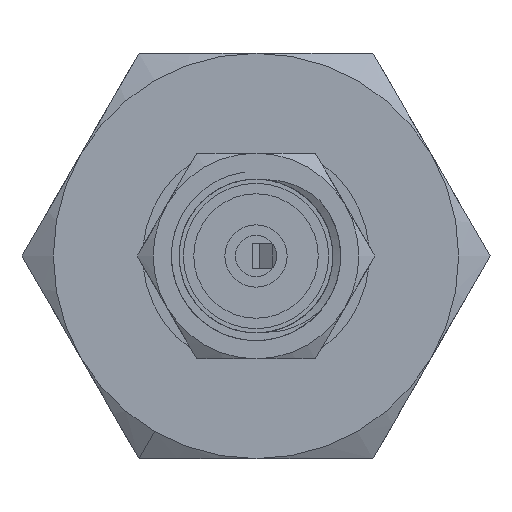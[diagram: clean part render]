
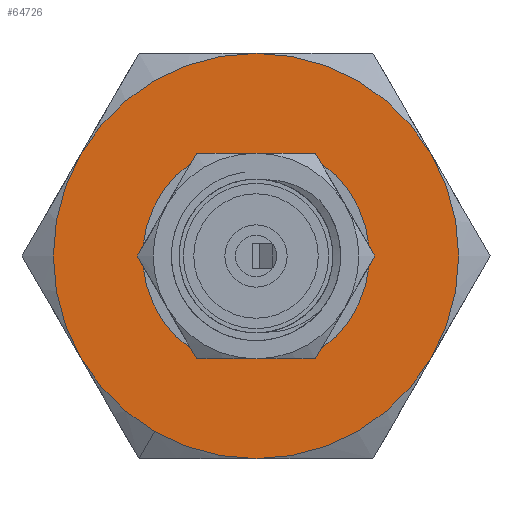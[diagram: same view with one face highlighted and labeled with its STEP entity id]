
A CAD part, left-side view. The second image highlights one B-rep face of the part: STEP entity #64726.
In plain terms, the highlighted face is planar.
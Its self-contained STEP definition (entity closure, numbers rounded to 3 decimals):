
#6156 = ORIENTED_EDGE ( 'NONE', *, *, #260236, .T. ) ;
#6207 = ORIENTED_EDGE ( 'NONE', *, *, #350246, .F. ) ;
#12331 = CARTESIAN_POINT ( 'NONE',  ( 17.958, 1.952, -3.381 ) ) ;
#17101 = EDGE_CURVE ( 'NONE', #23488, #272835, #216715, .T. ) ;
#17287 = ORIENTED_EDGE ( 'NONE', *, *, #312612, .F. ) ;
#18958 = CARTESIAN_POINT ( 'NONE',  ( 17.958, -3.904, 0. ) ) ;
#22316 = CIRCLE ( 'NONE', #131952, 3.904 ) ;
#23488 = VERTEX_POINT ( 'NONE', #268643 ) ;
#30436 = DIRECTION ( 'NONE',  ( 0., 0., 1. ) ) ;
#37990 = CARTESIAN_POINT ( 'NONE',  ( 17.958, 0., 0. ) ) ;
#43590 = EDGE_LOOP ( 'NONE', ( #297578, #65540, #80585, #160079, #6207, #17287, #6156 ) ) ;
#48694 = AXIS2_PLACEMENT_3D ( 'NONE', #353782, #161700, #188303 ) ;
#50698 = EDGE_CURVE ( 'NONE', #272835, #23488, #310501, .T. ) ;
#56711 = CIRCLE ( 'NONE', #173464, 3.904 ) ;
#64726 = ADVANCED_FACE ( 'NONE', ( #349519, #215691 ), #299537, .F. ) ;
#65540 = ORIENTED_EDGE ( 'NONE', *, *, #298161, .F. ) ;
#65679 = DIRECTION ( 'NONE',  ( 0., 0., -1. ) ) ;
#65767 = VERTEX_POINT ( 'NONE', #89523 ) ;
#68150 = EDGE_LOOP ( 'NONE', ( #267098, #125421 ) ) ;
#69429 = CIRCLE ( 'NONE', #185318, 3.904 ) ;
#74818 = DIRECTION ( 'NONE',  ( 1., 0., 0. ) ) ;
#80585 = ORIENTED_EDGE ( 'NONE', *, *, #349690, .F. ) ;
#83147 = EDGE_CURVE ( 'NONE', #65767, #107334, #149017, .T. ) ;
#86873 = CIRCLE ( 'NONE', #128823, 3.904 ) ;
#89523 = CARTESIAN_POINT ( 'NONE',  ( 17.958, -1.952, -3.381 ) ) ;
#107334 = VERTEX_POINT ( 'NONE', #18958 ) ;
#120036 = VERTEX_POINT ( 'NONE', #156348 ) ;
#125421 = ORIENTED_EDGE ( 'NONE', *, *, #50698, .F. ) ;
#126890 = CARTESIAN_POINT ( 'NONE',  ( 17.958, 0., 0. ) ) ;
#127964 = DIRECTION ( 'NONE',  ( 0., 0., -1. ) ) ;
#128823 = AXIS2_PLACEMENT_3D ( 'NONE', #350310, #188390, #158266 ) ;
#131952 = AXIS2_PLACEMENT_3D ( 'NONE', #195717, #252563, #30436 ) ;
#132305 = VERTEX_POINT ( 'NONE', #12331 ) ;
#137397 = AXIS2_PLACEMENT_3D ( 'NONE', #37990, #176676, #65679 ) ;
#149017 = CIRCLE ( 'NONE', #330809, 3.904 ) ;
#154660 = DIRECTION ( 'NONE',  ( 0., 0., 1. ) ) ;
#156348 = CARTESIAN_POINT ( 'NONE',  ( 17.958, 0., -3.904 ) ) ;
#158266 = DIRECTION ( 'NONE',  ( 0., 0., 1. ) ) ;
#160079 = ORIENTED_EDGE ( 'NONE', *, *, #83147, .F. ) ;
#161700 = DIRECTION ( 'NONE',  ( -1., 0., 0. ) ) ;
#170877 = DIRECTION ( 'NONE',  ( 0., 0., 1. ) ) ;
#171107 = CARTESIAN_POINT ( 'NONE',  ( 17.958, 0., 0. ) ) ;
#172315 = DIRECTION ( 'NONE',  ( 1., 0., 0. ) ) ;
#173464 = AXIS2_PLACEMENT_3D ( 'NONE', #197501, #335253, #170877 ) ;
#174594 = CARTESIAN_POINT ( 'NONE',  ( 17.958, 3.904, 0. ) ) ;
#176676 = DIRECTION ( 'NONE',  ( 1., 0., 0. ) ) ;
#185318 = AXIS2_PLACEMENT_3D ( 'NONE', #126890, #349046, #154660 ) ;
#185865 = AXIS2_PLACEMENT_3D ( 'NONE', #245943, #268923, #218069 ) ;
#188303 = DIRECTION ( 'NONE',  ( 0., 0., 1. ) ) ;
#188390 = DIRECTION ( 'NONE',  ( -1., 0., 0. ) ) ;
#195717 = CARTESIAN_POINT ( 'NONE',  ( 17.958, 0., 0. ) ) ;
#197501 = CARTESIAN_POINT ( 'NONE',  ( 17.958, 0., 0. ) ) ;
#215691 = FACE_BOUND ( 'NONE', #68150, .T. ) ;
#216715 = CIRCLE ( 'NONE', #137397, 0.876 ) ;
#218069 = DIRECTION ( 'NONE',  ( 0., 0., 1. ) ) ;
#231071 = CIRCLE ( 'NONE', #262168, 3.904 ) ;
#236495 = CARTESIAN_POINT ( 'NONE',  ( 17.958, 0., 0. ) ) ;
#238868 = DIRECTION ( 'NONE',  ( -1., 0., 0. ) ) ;
#245943 = CARTESIAN_POINT ( 'NONE',  ( 17.958, 0., 0. ) ) ;
#249009 = CARTESIAN_POINT ( 'NONE',  ( 17.958, 1.952, 3.381 ) ) ;
#250209 = VERTEX_POINT ( 'NONE', #174594 ) ;
#252563 = DIRECTION ( 'NONE',  ( -1., 0., 0. ) ) ;
#256316 = CIRCLE ( 'NONE', #185865, 3.904 ) ;
#260236 = EDGE_CURVE ( 'NONE', #132305, #250209, #231071, .T. ) ;
#262168 = AXIS2_PLACEMENT_3D ( 'NONE', #264488, #74818, #127964 ) ;
#264488 = CARTESIAN_POINT ( 'NONE',  ( 17.958, 0., 0. ) ) ;
#265444 = DIRECTION ( 'NONE',  ( 0., 0., 1. ) ) ;
#267098 = ORIENTED_EDGE ( 'NONE', *, *, #17101, .F. ) ;
#268643 = CARTESIAN_POINT ( 'NONE',  ( 17.958, 0., 0.876 ) ) ;
#268923 = DIRECTION ( 'NONE',  ( -1., 0., 0. ) ) ;
#272835 = VERTEX_POINT ( 'NONE', #306675 ) ;
#284697 = DIRECTION ( 'NONE',  ( 0., 0., -1. ) ) ;
#295130 = AXIS2_PLACEMENT_3D ( 'NONE', #171107, #172315, #284697 ) ;
#297578 = ORIENTED_EDGE ( 'NONE', *, *, #328355, .F. ) ;
#298161 = EDGE_CURVE ( 'NONE', #333021, #327298, #56711, .T. ) ;
#299537 = PLANE ( 'NONE',  #48694 ) ;
#306675 = CARTESIAN_POINT ( 'NONE',  ( 17.958, 0., -0.876 ) ) ;
#310501 = CIRCLE ( 'NONE', #295130, 0.876 ) ;
#312612 = EDGE_CURVE ( 'NONE', #132305, #120036, #86873, .T. ) ;
#327298 = VERTEX_POINT ( 'NONE', #249009 ) ;
#328355 = EDGE_CURVE ( 'NONE', #327298, #250209, #256316, .T. ) ;
#330809 = AXIS2_PLACEMENT_3D ( 'NONE', #236495, #238868, #265444 ) ;
#333021 = VERTEX_POINT ( 'NONE', #343902 ) ;
#335253 = DIRECTION ( 'NONE',  ( -1., 0., 0. ) ) ;
#343902 = CARTESIAN_POINT ( 'NONE',  ( 17.958, -1.952, 3.381 ) ) ;
#349046 = DIRECTION ( 'NONE',  ( -1., 0., 0. ) ) ;
#349519 = FACE_OUTER_BOUND ( 'NONE', #43590, .T. ) ;
#349690 = EDGE_CURVE ( 'NONE', #107334, #333021, #22316, .T. ) ;
#350246 = EDGE_CURVE ( 'NONE', #120036, #65767, #69429, .T. ) ;
#350310 = CARTESIAN_POINT ( 'NONE',  ( 17.958, 0., 0. ) ) ;
#353782 = CARTESIAN_POINT ( 'NONE',  ( 17.958, 0.952, 0. ) ) ;
